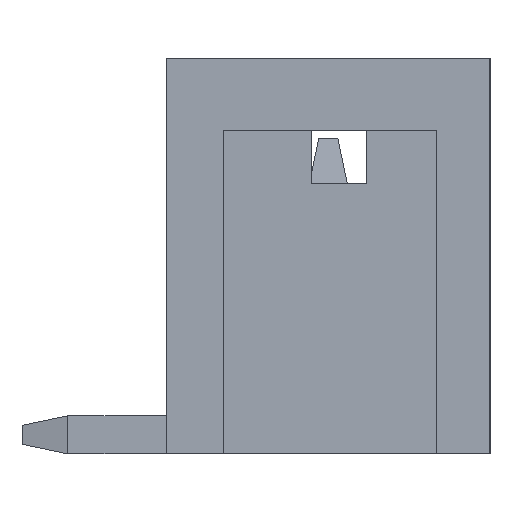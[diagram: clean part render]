
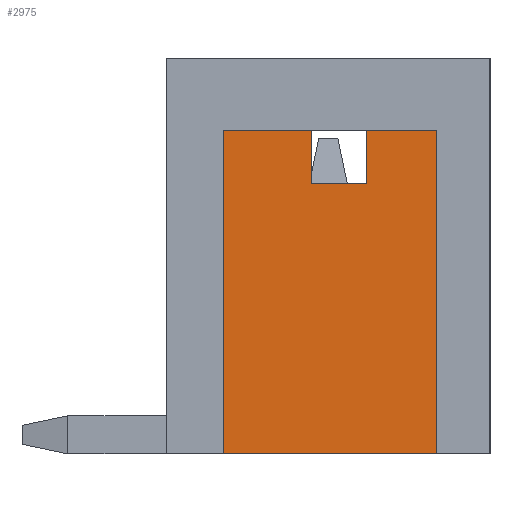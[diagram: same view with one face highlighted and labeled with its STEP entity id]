
A CAD part, left-side view. The second image highlights one B-rep face of the part: STEP entity #2975.
In plain terms, the highlighted planar face has unit normal (-1, 0, 0).
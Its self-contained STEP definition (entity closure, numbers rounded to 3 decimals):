
#2632=FACE_OUTER_BOUND('',#3711,.T.);
#2975=ADVANCED_FACE('',(#2632),#3310,.T.);
#3310=PLANE('',#9177);
#3711=EDGE_LOOP('',(#4935,#4936,#4937,#4938,#4939,#4940,#4941,#4942));
#4935=ORIENTED_EDGE('',*,*,#6958,.T.);
#4936=ORIENTED_EDGE('',*,*,#6395,.T.);
#4937=ORIENTED_EDGE('',*,*,#6959,.T.);
#4938=ORIENTED_EDGE('',*,*,#6950,.T.);
#4939=ORIENTED_EDGE('',*,*,#6960,.T.);
#4940=ORIENTED_EDGE('',*,*,#6549,.T.);
#4941=ORIENTED_EDGE('',*,*,#6961,.T.);
#4942=ORIENTED_EDGE('',*,*,#6954,.T.);
#5803=VERTEX_POINT('',#11130);
#5804=VERTEX_POINT('',#11132);
#5945=VERTEX_POINT('',#11438);
#5946=VERTEX_POINT('',#11440);
#6180=VERTEX_POINT('',#12255);
#6181=VERTEX_POINT('',#12256);
#6184=VERTEX_POINT('',#12262);
#6185=VERTEX_POINT('',#12264);
#6395=EDGE_CURVE('',#5804,#5803,#7307,.T.);
#6549=EDGE_CURVE('',#5946,#5945,#7459,.T.);
#6950=EDGE_CURVE('',#6180,#6181,#7850,.T.);
#6954=EDGE_CURVE('',#6185,#6184,#7854,.T.);
#6958=EDGE_CURVE('',#6184,#5804,#7858,.T.);
#6959=EDGE_CURVE('',#5803,#6180,#7859,.T.);
#6960=EDGE_CURVE('',#6181,#5946,#7860,.T.);
#6961=EDGE_CURVE('',#5945,#6185,#7861,.T.);
#7307=LINE('',#11131,#8203);
#7459=LINE('',#11439,#8355);
#7850=LINE('',#12254,#8746);
#7854=LINE('',#12263,#8750);
#7858=LINE('',#12271,#8754);
#7859=LINE('',#12272,#8755);
#7860=LINE('',#12273,#8756);
#7861=LINE('',#12274,#8757);
#8203=VECTOR('',#9451,1.);
#8355=VECTOR('',#9615,1.);
#8746=VECTOR('',#10322,1.);
#8750=VECTOR('',#10326,1.);
#8754=VECTOR('',#10332,1.);
#8755=VECTOR('',#10333,1.);
#8756=VECTOR('',#10334,1.);
#8757=VECTOR('',#10335,1.);
#9177=AXIS2_PLACEMENT_3D('',#12275,#10336,#10337);
#9451=DIRECTION('',(0.,1.,0.));
#9615=DIRECTION('',(0.,-1.,0.));
#10322=DIRECTION('',(0.,1.,0.));
#10326=DIRECTION('',(0.,1.,0.));
#10332=DIRECTION('',(0.,0.,-1.));
#10333=DIRECTION('',(0.,0.,1.));
#10334=DIRECTION('',(0.,0.,-1.));
#10335=DIRECTION('',(0.,0.,1.));
#10336=DIRECTION('',(-1.,0.,0.));
#10337=DIRECTION('',(0.,0.,-1.));
#11130=CARTESIAN_POINT('',(-23.,-3.796,-3.302));
#11131=CARTESIAN_POINT('',(-23.,-8.5,-3.302));
#11132=CARTESIAN_POINT('',(-23.,-5.25,-3.302));
#11438=CARTESIAN_POINT('',(-23.,-7.1,-10.4));
#11439=CARTESIAN_POINT('',(-23.,-5.25,-10.4));
#11440=CARTESIAN_POINT('',(-23.,-1.5,-10.4));
#12254=CARTESIAN_POINT('',(-23.,-3.796,-1.9));
#12255=CARTESIAN_POINT('',(-23.,-3.796,-1.9));
#12256=CARTESIAN_POINT('',(-23.,-1.5,-1.9));
#12262=CARTESIAN_POINT('',(-23.,-5.25,-1.9));
#12263=CARTESIAN_POINT('',(-23.,-7.1,-1.9));
#12264=CARTESIAN_POINT('',(-23.,-7.1,-1.9));
#12271=CARTESIAN_POINT('',(-23.,-5.25,-1.9));
#12272=CARTESIAN_POINT('',(-23.,-3.796,-10.4));
#12273=CARTESIAN_POINT('',(-23.,-1.5,-1.9));
#12274=CARTESIAN_POINT('',(-23.,-7.1,-10.4));
#12275=CARTESIAN_POINT('',(-23.,0.,0.));
